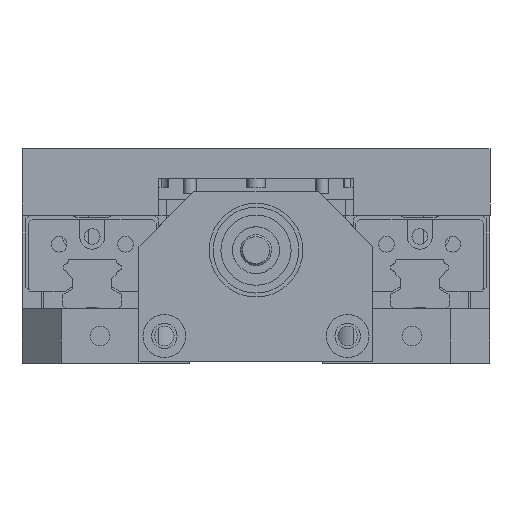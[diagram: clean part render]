
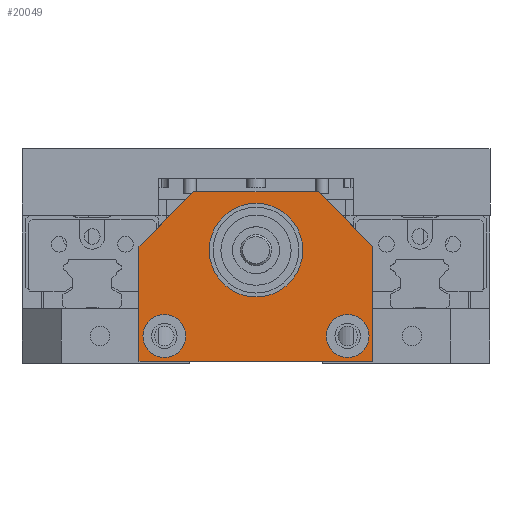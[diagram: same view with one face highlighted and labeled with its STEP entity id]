
A CAD part, left-side view. The second image highlights one B-rep face of the part: STEP entity #20049.
In plain terms, the highlighted planar face has unit normal (-1, 0, 0).
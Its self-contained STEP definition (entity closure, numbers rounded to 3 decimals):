
#299 = VECTOR ( 'NONE', #7434, 1000. ) ;
#343 = VERTEX_POINT ( 'NONE', #28467 ) ;
#411 = PLANE ( 'NONE',  #26171 ) ;
#474 = VERTEX_POINT ( 'NONE', #1864 ) ;
#629 = VERTEX_POINT ( 'NONE', #20015 ) ;
#1301 = CIRCLE ( 'NONE', #11364, 5.5 ) ;
#1465 = DIRECTION ( 'NONE',  ( 0., -1., 0. ) ) ;
#1864 = CARTESIAN_POINT ( 'NONE',  ( -257.853, 19.947, 42.398 ) ) ;
#1906 = LINE ( 'NONE', #12389, #4685 ) ;
#2661 = CARTESIAN_POINT ( 'NONE',  ( -257.853, -28.053, 35.898 ) ) ;
#2860 = EDGE_CURVE ( 'NONE', #23025, #25368, #10062, .T. ) ;
#3064 = DIRECTION ( 'NONE',  ( 0., -1., 0. ) ) ;
#3288 = EDGE_CURVE ( 'NONE', #22338, #23953, #6869, .T. ) ;
#3338 = FACE_BOUND ( 'NONE', #26804, .T. ) ;
#3769 = VERTEX_POINT ( 'NONE', #26365 ) ;
#4147 = CIRCLE ( 'NONE', #18986, 5.5 ) ;
#4185 = CARTESIAN_POINT ( 'NONE',  ( -257.853, 31.947, 65.398 ) ) ;
#4192 = DIRECTION ( 'NONE',  ( -1., 0., 0. ) ) ;
#4685 = VECTOR ( 'NONE', #21419, 1000. ) ;
#4779 = VERTEX_POINT ( 'NONE', #16656 ) ;
#4962 = ORIENTED_EDGE ( 'NONE', *, *, #2860, .T. ) ;
#5874 = DIRECTION ( 'NONE',  ( -1., 0., 0. ) ) ;
#6030 = ORIENTED_EDGE ( 'NONE', *, *, #10130, .T. ) ;
#6869 = CIRCLE ( 'NONE', #7540, 12. ) ;
#6958 = CARTESIAN_POINT ( 'NONE',  ( -257.853, 25.447, 42.398 ) ) ;
#7173 = DIRECTION ( 'NONE',  ( 0., -1., 0. ) ) ;
#7328 = CARTESIAN_POINT ( 'NONE',  ( -257.853, 31.947, 35.898 ) ) ;
#7434 = DIRECTION ( 'NONE',  ( 0., 1., 0. ) ) ;
#7540 = AXIS2_PLACEMENT_3D ( 'NONE', #10035, #16427, #3064 ) ;
#7648 = ORIENTED_EDGE ( 'NONE', *, *, #13894, .T. ) ;
#7709 = VERTEX_POINT ( 'NONE', #2661 ) ;
#7890 = EDGE_CURVE ( 'NONE', #4779, #23025, #10851, .T. ) ;
#8076 = EDGE_CURVE ( 'NONE', #22826, #343, #18881, .T. ) ;
#8257 = CIRCLE ( 'NONE', #22744, 12. ) ;
#9037 = CARTESIAN_POINT ( 'NONE',  ( -257.853, 31.947, 79.398 ) ) ;
#9313 = EDGE_CURVE ( 'NONE', #19476, #4779, #12646, .T. ) ;
#9343 = VECTOR ( 'NONE', #19367, 1000. ) ;
#10035 = CARTESIAN_POINT ( 'NONE',  ( -257.853, 1.947, 64.398 ) ) ;
#10062 = LINE ( 'NONE', #14384, #9343 ) ;
#10094 = CARTESIAN_POINT ( 'NONE',  ( -257.853, 17.947, 79.398 ) ) ;
#10130 = EDGE_CURVE ( 'NONE', #629, #7709, #22446, .T. ) ;
#10407 = EDGE_CURVE ( 'NONE', #3769, #474, #4147, .T. ) ;
#10505 = VECTOR ( 'NONE', #25166, 1000. ) ;
#10851 = LINE ( 'NONE', #14242, #299 ) ;
#11033 = CARTESIAN_POINT ( 'NONE',  ( -257.853, 1.947, 64.398 ) ) ;
#11364 = AXIS2_PLACEMENT_3D ( 'NONE', #22256, #26960, #26592 ) ;
#12161 = CARTESIAN_POINT ( 'NONE',  ( -257.853, -16.053, 42.398 ) ) ;
#12389 = CARTESIAN_POINT ( 'NONE',  ( -257.853, -28.053, 35.898 ) ) ;
#12646 = LINE ( 'NONE', #17270, #27061 ) ;
#13329 = CARTESIAN_POINT ( 'NONE',  ( -257.853, -28.053, 65.398 ) ) ;
#13489 = DIRECTION ( 'NONE',  ( -1., 0., 0. ) ) ;
#13787 = AXIS2_PLACEMENT_3D ( 'NONE', #6958, #22700, #16113 ) ;
#13894 = EDGE_CURVE ( 'NONE', #25368, #629, #14146, .T. ) ;
#14146 = LINE ( 'NONE', #7328, #28876 ) ;
#14242 = CARTESIAN_POINT ( 'NONE',  ( -257.853, -28.053, 79.398 ) ) ;
#14384 = CARTESIAN_POINT ( 'NONE',  ( -257.853, 24.947, 72.398 ) ) ;
#15129 = DIRECTION ( 'NONE',  ( 0., 0.707, 0.707 ) ) ;
#16113 = DIRECTION ( 'NONE',  ( 0., -1., 0. ) ) ;
#16427 = DIRECTION ( 'NONE',  ( -1., 0., 0. ) ) ;
#16594 = CARTESIAN_POINT ( 'NONE',  ( -257.853, -28.053, 35.898 ) ) ;
#16656 = CARTESIAN_POINT ( 'NONE',  ( -257.853, -14.053, 79.398 ) ) ;
#17195 = ORIENTED_EDGE ( 'NONE', *, *, #3288, .F. ) ;
#17270 = CARTESIAN_POINT ( 'NONE',  ( -257.853, 8.947, 102.398 ) ) ;
#17500 = EDGE_LOOP ( 'NONE', ( #18741, #27832 ) ) ;
#17758 = CIRCLE ( 'NONE', #13787, 5.5 ) ;
#17769 = CARTESIAN_POINT ( 'NONE',  ( -257.853, -21.553, 42.398 ) ) ;
#17994 = CARTESIAN_POINT ( 'NONE',  ( -257.853, -10.053, 64.398 ) ) ;
#18245 = DIRECTION ( 'NONE',  ( 0., 0., -1. ) ) ;
#18346 = EDGE_CURVE ( 'NONE', #343, #22826, #1301, .T. ) ;
#18672 = CARTESIAN_POINT ( 'NONE',  ( -257.853, 13.947, 64.398 ) ) ;
#18741 = ORIENTED_EDGE ( 'NONE', *, *, #18346, .F. ) ;
#18881 = CIRCLE ( 'NONE', #23297, 5.5 ) ;
#18986 = AXIS2_PLACEMENT_3D ( 'NONE', #19318, #5874, #1465 ) ;
#19318 = CARTESIAN_POINT ( 'NONE',  ( -257.853, 25.447, 42.398 ) ) ;
#19367 = DIRECTION ( 'NONE',  ( 0., 0.707, -0.707 ) ) ;
#19370 = ORIENTED_EDGE ( 'NONE', *, *, #21224, .T. ) ;
#19476 = VERTEX_POINT ( 'NONE', #13329 ) ;
#20015 = CARTESIAN_POINT ( 'NONE',  ( -257.853, 31.947, 35.898 ) ) ;
#20049 = ADVANCED_FACE ( 'NONE', ( #21267, #3338, #26549, #28618 ), #411, .T. ) ;
#21224 = EDGE_CURVE ( 'NONE', #7709, #19476, #1906, .T. ) ;
#21267 = FACE_BOUND ( 'NONE', #26545, .T. ) ;
#21419 = DIRECTION ( 'NONE',  ( 0., 0., 1. ) ) ;
#22256 = CARTESIAN_POINT ( 'NONE',  ( -257.853, -21.553, 42.398 ) ) ;
#22287 = DIRECTION ( 'NONE',  ( 0., -1., 0. ) ) ;
#22338 = VERTEX_POINT ( 'NONE', #18672 ) ;
#22446 = LINE ( 'NONE', #16594, #10505 ) ;
#22700 = DIRECTION ( 'NONE',  ( -1., 0., 0. ) ) ;
#22744 = AXIS2_PLACEMENT_3D ( 'NONE', #11033, #13489, #24666 ) ;
#22826 = VERTEX_POINT ( 'NONE', #12161 ) ;
#22921 = EDGE_LOOP ( 'NONE', ( #19370, #24891, #24392, #4962, #7648, #6030 ) ) ;
#23025 = VERTEX_POINT ( 'NONE', #10094 ) ;
#23297 = AXIS2_PLACEMENT_3D ( 'NONE', #17769, #4192, #22287 ) ;
#23953 = VERTEX_POINT ( 'NONE', #17994 ) ;
#24392 = ORIENTED_EDGE ( 'NONE', *, *, #7890, .T. ) ;
#24666 = DIRECTION ( 'NONE',  ( 0., -1., 0. ) ) ;
#24784 = DIRECTION ( 'NONE',  ( -1., 0., 0. ) ) ;
#24891 = ORIENTED_EDGE ( 'NONE', *, *, #9313, .T. ) ;
#25166 = DIRECTION ( 'NONE',  ( 0., -1., 0. ) ) ;
#25368 = VERTEX_POINT ( 'NONE', #4185 ) ;
#26171 = AXIS2_PLACEMENT_3D ( 'NONE', #9037, #24784, #7173 ) ;
#26205 = ORIENTED_EDGE ( 'NONE', *, *, #26386, .F. ) ;
#26365 = CARTESIAN_POINT ( 'NONE',  ( -257.853, 30.947, 42.398 ) ) ;
#26386 = EDGE_CURVE ( 'NONE', #23953, #22338, #8257, .T. ) ;
#26545 = EDGE_LOOP ( 'NONE', ( #26205, #17195 ) ) ;
#26549 = FACE_BOUND ( 'NONE', #17500, .T. ) ;
#26555 = EDGE_CURVE ( 'NONE', #474, #3769, #17758, .T. ) ;
#26592 = DIRECTION ( 'NONE',  ( 0., -1., 0. ) ) ;
#26804 = EDGE_LOOP ( 'NONE', ( #28222, #27166 ) ) ;
#26960 = DIRECTION ( 'NONE',  ( -1., 0., 0. ) ) ;
#27061 = VECTOR ( 'NONE', #15129, 1000. ) ;
#27166 = ORIENTED_EDGE ( 'NONE', *, *, #10407, .F. ) ;
#27832 = ORIENTED_EDGE ( 'NONE', *, *, #8076, .F. ) ;
#28222 = ORIENTED_EDGE ( 'NONE', *, *, #26555, .F. ) ;
#28467 = CARTESIAN_POINT ( 'NONE',  ( -257.853, -27.053, 42.398 ) ) ;
#28618 = FACE_OUTER_BOUND ( 'NONE', #22921, .T. ) ;
#28876 = VECTOR ( 'NONE', #18245, 1000. ) ;
